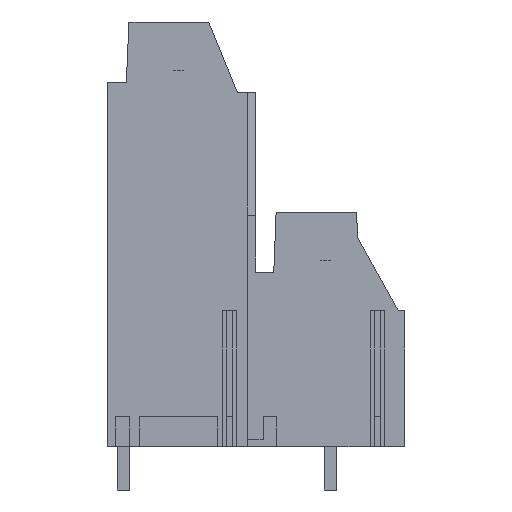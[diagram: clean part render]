
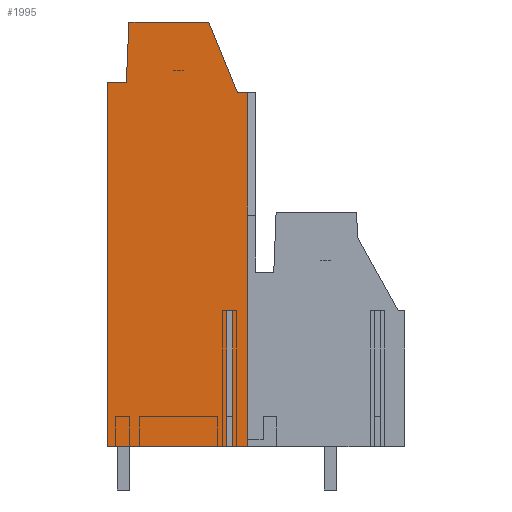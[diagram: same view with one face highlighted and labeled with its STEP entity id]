
A CAD part, left-side view. The second image highlights one B-rep face of the part: STEP entity #1995.
In plain terms, the highlighted planar face has unit normal (-1, 0, 0).
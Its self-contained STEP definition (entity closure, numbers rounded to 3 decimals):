
#1929=AXIS2_PLACEMENT_3D('Plane Axis2P3D',#1926,#1927,#1928) ;
#1129=CARTESIAN_POINT('Line Origine',(0.,12.12,3.2)) ;
#1133=CARTESIAN_POINT('Vertex',(0.,11.574,3.2)) ;
#1135=CARTESIAN_POINT('Vertex',(0.,12.665,3.2)) ;
#1184=CARTESIAN_POINT('Vertex',(0.,13.115,3.2)) ;
#1187=CARTESIAN_POINT('Line Origine',(0.,17.528,3.2)) ;
#1191=CARTESIAN_POINT('Vertex',(0.,21.94,3.2)) ;
#1700=CARTESIAN_POINT('Vertex',(0.,11.574,29.26)) ;
#1703=CARTESIAN_POINT('Line Origine',(0.,11.574,16.23)) ;
#1909=CARTESIAN_POINT('Vertex',(0.,12.337,29.26)) ;
#1912=CARTESIAN_POINT('Line Origine',(0.,11.956,29.26)) ;
#1926=CARTESIAN_POINT('Axis2P3D Location',(0.,11.,17.2)) ;
#1932=CARTESIAN_POINT('Control Point',(0.,20.328,34.47)) ;
#1933=CARTESIAN_POINT('Control Point',(0.,20.521,30.05)) ;
#1934=CARTESIAN_POINT('Vertex',(0.,20.328,34.47)) ;
#1936=CARTESIAN_POINT('Vertex',(0.,20.521,30.05)) ;
#1939=CARTESIAN_POINT('Line Origine',(0.,16.853,30.05)) ;
#1943=CARTESIAN_POINT('Vertex',(0.,21.94,30.05)) ;
#1946=CARTESIAN_POINT('Line Origine',(0.,21.94,34.47)) ;
#1951=CARTESIAN_POINT('Line Origine',(0.,13.115,34.47)) ;
#1955=CARTESIAN_POINT('Vertex',(0.,13.115,13.2)) ;
#1958=CARTESIAN_POINT('Line Origine',(0.,16.853,13.2)) ;
#1962=CARTESIAN_POINT('Vertex',(0.,12.665,13.2)) ;
#1965=CARTESIAN_POINT('Line Origine',(0.,12.665,34.47)) ;
#1971=CARTESIAN_POINT('Control Point',(0.,12.337,29.26)) ;
#1972=CARTESIAN_POINT('Control Point',(0.,14.449,34.47)) ;
#1973=CARTESIAN_POINT('Vertex',(0.,14.449,34.47)) ;
#1976=CARTESIAN_POINT('Line Origine',(0.,16.853,34.47)) ;
#1130=DIRECTION('Vector Direction',(0.,1.,0.)) ;
#1188=DIRECTION('Vector Direction',(0.,1.,0.)) ;
#1704=DIRECTION('Vector Direction',(0.,0.,-1.)) ;
#1913=DIRECTION('Vector Direction',(0.,1.,0.)) ;
#1927=DIRECTION('Axis2P3D Direction',(1.,0.,0.)) ;
#1928=DIRECTION('Axis2P3D XDirection',(0.,1.,0.)) ;
#1940=DIRECTION('Vector Direction',(0.,1.,0.)) ;
#1947=DIRECTION('Vector Direction',(0.,0.,1.)) ;
#1952=DIRECTION('Vector Direction',(0.,0.,1.)) ;
#1959=DIRECTION('Vector Direction',(0.,1.,0.)) ;
#1966=DIRECTION('Vector Direction',(0.,0.,1.)) ;
#1977=DIRECTION('Vector Direction',(0.,1.,0.)) ;
#1131=VECTOR('Line Direction',#1130,1.) ;
#1189=VECTOR('Line Direction',#1188,1.) ;
#1705=VECTOR('Line Direction',#1704,1.) ;
#1914=VECTOR('Line Direction',#1913,1.) ;
#1941=VECTOR('Line Direction',#1940,1.) ;
#1948=VECTOR('Line Direction',#1947,1.) ;
#1953=VECTOR('Line Direction',#1952,1.) ;
#1960=VECTOR('Line Direction',#1959,1.) ;
#1967=VECTOR('Line Direction',#1966,1.) ;
#1978=VECTOR('Line Direction',#1977,1.) ;
#1982=ORIENTED_EDGE('',*,*,#1938,.T.) ;
#1983=ORIENTED_EDGE('',*,*,#1945,.T.) ;
#1984=ORIENTED_EDGE('',*,*,#1950,.T.) ;
#1985=ORIENTED_EDGE('',*,*,#1193,.F.) ;
#1986=ORIENTED_EDGE('',*,*,#1957,.T.) ;
#1987=ORIENTED_EDGE('',*,*,#1964,.T.) ;
#1988=ORIENTED_EDGE('',*,*,#1969,.F.) ;
#1989=ORIENTED_EDGE('',*,*,#1137,.F.) ;
#1990=ORIENTED_EDGE('',*,*,#1707,.F.) ;
#1991=ORIENTED_EDGE('',*,*,#1916,.T.) ;
#1992=ORIENTED_EDGE('',*,*,#1975,.T.) ;
#1993=ORIENTED_EDGE('',*,*,#1980,.T.) ;
#1995=ADVANCED_FACE('housing',(#1994),#1930,.F.) ;
#1931=B_SPLINE_CURVE_WITH_KNOTS('',1,(#1932,#1933),.UNSPECIFIED.,.F.,.U.,(2,2),(-2.212,2.212),.UNSPECIFIED.) ;
#1970=B_SPLINE_CURVE_WITH_KNOTS('',1,(#1971,#1972),.UNSPECIFIED.,.F.,.U.,(2,2),(-2.811,2.811),.UNSPECIFIED.) ;
#1137=EDGE_CURVE('',#1134,#1136,#1132,.T.) ;
#1193=EDGE_CURVE('',#1185,#1192,#1190,.T.) ;
#1707=EDGE_CURVE('',#1701,#1134,#1706,.T.) ;
#1916=EDGE_CURVE('',#1701,#1910,#1915,.T.) ;
#1938=EDGE_CURVE('',#1935,#1937,#1931,.T.) ;
#1945=EDGE_CURVE('',#1937,#1944,#1942,.T.) ;
#1950=EDGE_CURVE('',#1944,#1192,#1949,.F.) ;
#1957=EDGE_CURVE('',#1185,#1956,#1954,.T.) ;
#1964=EDGE_CURVE('',#1956,#1963,#1961,.F.) ;
#1969=EDGE_CURVE('',#1136,#1963,#1968,.T.) ;
#1975=EDGE_CURVE('',#1910,#1974,#1970,.T.) ;
#1980=EDGE_CURVE('',#1974,#1935,#1979,.T.) ;
#1981=EDGE_LOOP('',(#1982,#1983,#1984,#1985,#1986,#1987,#1988,#1989,#1990,#1991,#1992,#1993)) ;
#1994=FACE_OUTER_BOUND('',#1981,.T.) ;
#1132=LINE('Line',#1129,#1131) ;
#1190=LINE('Line',#1187,#1189) ;
#1706=LINE('Line',#1703,#1705) ;
#1915=LINE('Line',#1912,#1914) ;
#1942=LINE('Line',#1939,#1941) ;
#1949=LINE('Line',#1946,#1948) ;
#1954=LINE('Line',#1951,#1953) ;
#1961=LINE('Line',#1958,#1960) ;
#1968=LINE('Line',#1965,#1967) ;
#1979=LINE('Line',#1976,#1978) ;
#1930=PLANE('',#1929) ;
#1134=VERTEX_POINT('',#1133) ;
#1136=VERTEX_POINT('',#1135) ;
#1185=VERTEX_POINT('',#1184) ;
#1192=VERTEX_POINT('',#1191) ;
#1701=VERTEX_POINT('',#1700) ;
#1910=VERTEX_POINT('',#1909) ;
#1935=VERTEX_POINT('',#1934) ;
#1937=VERTEX_POINT('',#1936) ;
#1944=VERTEX_POINT('',#1943) ;
#1956=VERTEX_POINT('',#1955) ;
#1963=VERTEX_POINT('',#1962) ;
#1974=VERTEX_POINT('',#1973) ;
